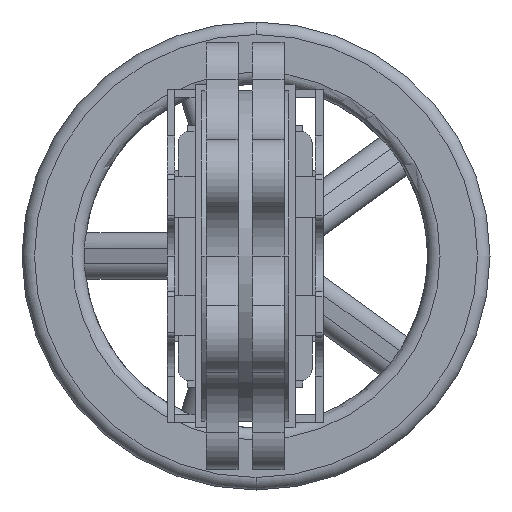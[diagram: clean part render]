
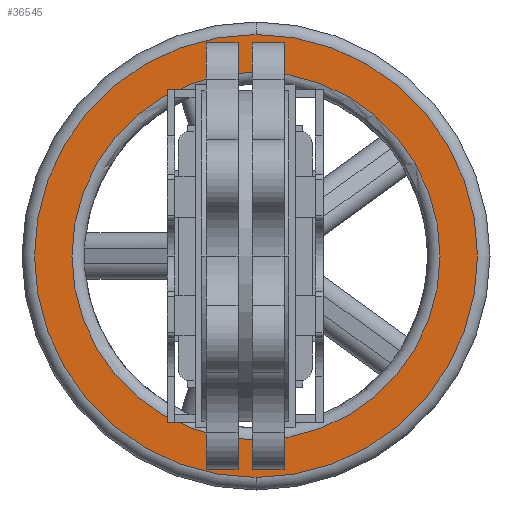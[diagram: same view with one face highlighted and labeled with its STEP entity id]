
A CAD part, front view. The second image highlights one B-rep face of the part: STEP entity #36545.
In plain terms, the highlighted planar face has unit normal (0, -1, 0).
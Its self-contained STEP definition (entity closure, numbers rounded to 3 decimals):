
#120 = ORIENTED_EDGE ( 'NONE', *, *, #5419, .T. ) ;
#845 = DIRECTION ( 'NONE',  ( 0., 0., 1. ) ) ;
#2670 = DIRECTION ( 'NONE',  ( 0., 1., 0. ) ) ;
#3031 = AXIS2_PLACEMENT_3D ( 'NONE', #7026, #44499, #40523 ) ;
#5063 = CIRCLE ( 'NONE', #33192, 142. ) ;
#5419 = EDGE_CURVE ( 'NONE', #45540, #34532, #40580, .T. ) ;
#6252 = CARTESIAN_POINT ( 'NONE',  ( 2.5, 423., -8. ) ) ;
#7026 = CARTESIAN_POINT ( 'NONE',  ( 2.5, 423., 110. ) ) ;
#7682 = CIRCLE ( 'NONE', #18889, 118. ) ;
#13162 = DIRECTION ( 'NONE',  ( 0., -1., 0. ) ) ;
#14608 = PLANE ( 'NONE',  #3031 ) ;
#16255 = ORIENTED_EDGE ( 'NONE', *, *, #40603, .T. ) ;
#17801 = CARTESIAN_POINT ( 'NONE',  ( 2.5, 423., 110. ) ) ;
#18889 = AXIS2_PLACEMENT_3D ( 'NONE', #17801, #2670, #28619 ) ;
#19636 = VERTEX_POINT ( 'NONE', #6252 ) ;
#22292 = EDGE_CURVE ( 'NONE', #34532, #45540, #5063, .T. ) ;
#23958 = EDGE_LOOP ( 'NONE', ( #120, #32135 ) ) ;
#24843 = AXIS2_PLACEMENT_3D ( 'NONE', #26370, #41615, #37519 ) ;
#25043 = FACE_OUTER_BOUND ( 'NONE', #23958, .T. ) ;
#26370 = CARTESIAN_POINT ( 'NONE',  ( 2.5, 423., 110. ) ) ;
#26881 = CARTESIAN_POINT ( 'NONE',  ( 2.5, 423., -32. ) ) ;
#27450 = CARTESIAN_POINT ( 'NONE',  ( 2.5, 423., 110. ) ) ;
#28619 = DIRECTION ( 'NONE',  ( 0., 0., 1. ) ) ;
#29608 = AXIS2_PLACEMENT_3D ( 'NONE', #31870, #13162, #47123 ) ;
#29818 = VERTEX_POINT ( 'NONE', #47030 ) ;
#30317 = CARTESIAN_POINT ( 'NONE',  ( 2.5, 423., 252. ) ) ;
#31315 = CIRCLE ( 'NONE', #24843, 118. ) ;
#31870 = CARTESIAN_POINT ( 'NONE',  ( 2.5, 423., 110. ) ) ;
#32135 = ORIENTED_EDGE ( 'NONE', *, *, #22292, .T. ) ;
#33192 = AXIS2_PLACEMENT_3D ( 'NONE', #27450, #46163, #845 ) ;
#33847 = FACE_BOUND ( 'NONE', #36643, .T. ) ;
#34532 = VERTEX_POINT ( 'NONE', #26881 ) ;
#36545 = ADVANCED_FACE ( 'NONE', ( #33847, #25043 ), #14608, .F. ) ;
#36643 = EDGE_LOOP ( 'NONE', ( #16255, #37958 ) ) ;
#37519 = DIRECTION ( 'NONE',  ( 0., 0., 1. ) ) ;
#37958 = ORIENTED_EDGE ( 'NONE', *, *, #39312, .T. ) ;
#39312 = EDGE_CURVE ( 'NONE', #19636, #29818, #31315, .T. ) ;
#40523 = DIRECTION ( 'NONE',  ( 0., 0., 1. ) ) ;
#40580 = CIRCLE ( 'NONE', #29608, 142. ) ;
#40603 = EDGE_CURVE ( 'NONE', #29818, #19636, #7682, .T. ) ;
#41615 = DIRECTION ( 'NONE',  ( 0., 1., 0. ) ) ;
#44499 = DIRECTION ( 'NONE',  ( 0., 1., 0. ) ) ;
#45540 = VERTEX_POINT ( 'NONE', #30317 ) ;
#46163 = DIRECTION ( 'NONE',  ( 0., -1., 0. ) ) ;
#47030 = CARTESIAN_POINT ( 'NONE',  ( 2.5, 423., 228. ) ) ;
#47123 = DIRECTION ( 'NONE',  ( 0., 0., 1. ) ) ;
